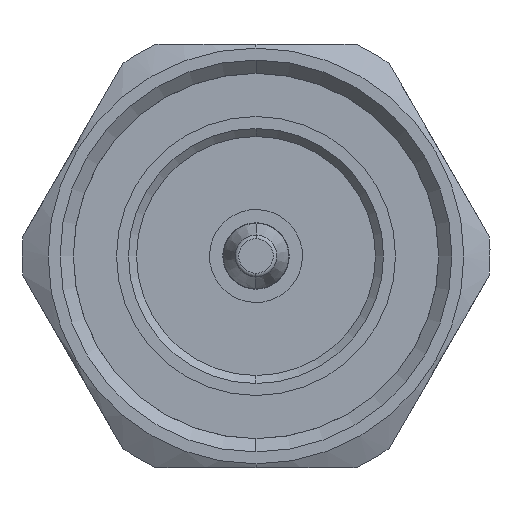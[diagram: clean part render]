
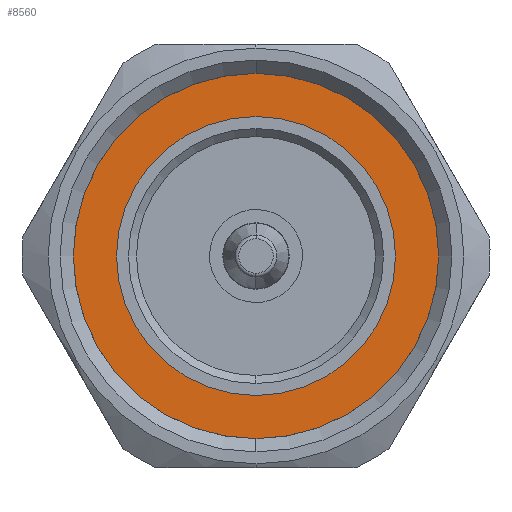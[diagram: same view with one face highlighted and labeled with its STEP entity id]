
A CAD part, left-side view. The second image highlights one B-rep face of the part: STEP entity #8560.
In plain terms, the highlighted planar face has unit normal (-1, 0, 0).
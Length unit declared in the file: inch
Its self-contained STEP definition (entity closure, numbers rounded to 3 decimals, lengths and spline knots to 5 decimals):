
#24 = CARTESIAN_POINT ( 'NONE',  ( 0.24669, 0., 0.41339 ) ) ;
#29 = ORIENTED_EDGE ( 'NONE', *, *, #7581, .F. ) ;
#147 = CIRCLE ( 'NONE', #8035, 0.41339 ) ;
#158 = CIRCLE ( 'NONE', #1190, 0.5601 ) ;
#485 = CARTESIAN_POINT ( 'NONE',  ( 0.24669, 0., 0.5601 ) ) ;
#569 = EDGE_CURVE ( 'NONE', #2114, #1697, #147, .T. ) ;
#945 = DIRECTION ( 'NONE',  ( 1., 0., 0. ) ) ;
#1098 = CIRCLE ( 'NONE', #3901, 0.41339 ) ;
#1190 = AXIS2_PLACEMENT_3D ( 'NONE', #4072, #2560, #7614 ) ;
#1516 = AXIS2_PLACEMENT_3D ( 'NONE', #6638, #5230, #3880 ) ;
#1572 = EDGE_CURVE ( 'NONE', #1697, #2114, #1098, .T. ) ;
#1628 = CARTESIAN_POINT ( 'NONE',  ( 0.24669, 0., 0. ) ) ;
#1697 = VERTEX_POINT ( 'NONE', #8962 ) ;
#2114 = VERTEX_POINT ( 'NONE', #24 ) ;
#2241 = CARTESIAN_POINT ( 'NONE',  ( 0.24669, 0., 0. ) ) ;
#2379 = DIRECTION ( 'NONE',  ( 0., 0., -1. ) ) ;
#2414 = VERTEX_POINT ( 'NONE', #485 ) ;
#2495 = FACE_OUTER_BOUND ( 'NONE', #5258, .T. ) ;
#2560 = DIRECTION ( 'NONE',  ( 1., 0., 0. ) ) ;
#2599 = CARTESIAN_POINT ( 'NONE',  ( 0.24669, 0., -0.5601 ) ) ;
#2724 = EDGE_LOOP ( 'NONE', ( #8624, #4327 ) ) ;
#3060 = DIRECTION ( 'NONE',  ( 1., 0., 0. ) ) ;
#3780 = PLANE ( 'NONE',  #1516 ) ;
#3880 = DIRECTION ( 'NONE',  ( 0., 1., 0. ) ) ;
#3901 = AXIS2_PLACEMENT_3D ( 'NONE', #2241, #8020, #5671 ) ;
#4072 = CARTESIAN_POINT ( 'NONE',  ( 0.24669, 0., 0. ) ) ;
#4327 = ORIENTED_EDGE ( 'NONE', *, *, #1572, .T. ) ;
#5230 = DIRECTION ( 'NONE',  ( 1., 0., 0. ) ) ;
#5258 = EDGE_LOOP ( 'NONE', ( #29, #6427 ) ) ;
#5671 = DIRECTION ( 'NONE',  ( 0., 0., -1. ) ) ;
#6236 = EDGE_CURVE ( 'NONE', #6401, #2414, #8317, .T. ) ;
#6401 = VERTEX_POINT ( 'NONE', #2599 ) ;
#6427 = ORIENTED_EDGE ( 'NONE', *, *, #6236, .F. ) ;
#6638 = CARTESIAN_POINT ( 'NONE',  ( 0.24669, 0., 0. ) ) ;
#7581 = EDGE_CURVE ( 'NONE', #2414, #6401, #158, .T. ) ;
#7614 = DIRECTION ( 'NONE',  ( 0., 0., -1. ) ) ;
#8020 = DIRECTION ( 'NONE',  ( 1., 0., 0. ) ) ;
#8035 = AXIS2_PLACEMENT_3D ( 'NONE', #8217, #945, #2379 ) ;
#8217 = CARTESIAN_POINT ( 'NONE',  ( 0.24669, 0., 0. ) ) ;
#8317 = CIRCLE ( 'NONE', #9237, 0.5601 ) ;
#8560 = ADVANCED_FACE ( 'NONE', ( #2495, #8764 ), #3780, .F. ) ;
#8624 = ORIENTED_EDGE ( 'NONE', *, *, #569, .T. ) ;
#8764 = FACE_BOUND ( 'NONE', #2724, .T. ) ;
#8782 = DIRECTION ( 'NONE',  ( 0., 0., -1. ) ) ;
#8962 = CARTESIAN_POINT ( 'NONE',  ( 0.24669, 0., -0.41339 ) ) ;
#9237 = AXIS2_PLACEMENT_3D ( 'NONE', #1628, #3060, #8782 ) ;
